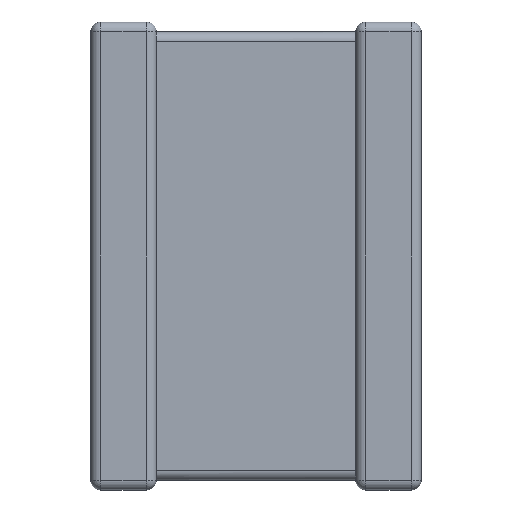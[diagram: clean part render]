
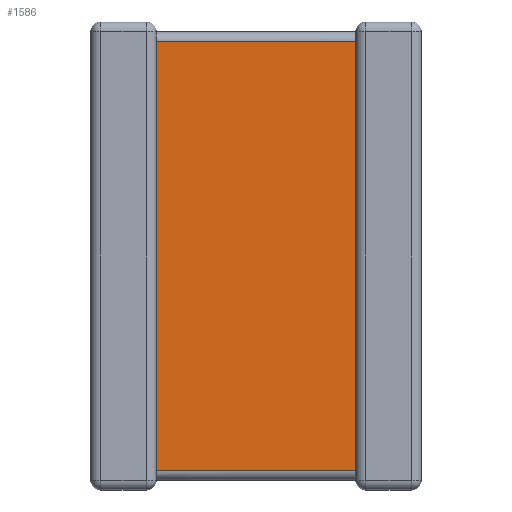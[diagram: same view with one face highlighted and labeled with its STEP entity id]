
A CAD part, front view. The second image highlights one B-rep face of the part: STEP entity #1586.
In plain terms, the highlighted planar face has unit normal (0, -1, 0).
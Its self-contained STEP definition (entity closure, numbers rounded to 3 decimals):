
#72 = ORIENTED_EDGE ( 'NONE', *, *, #2958, .T. ) ;
#162 = ORIENTED_EDGE ( 'NONE', *, *, #4153, .F. ) ;
#240 = CARTESIAN_POINT ( 'NONE',  ( 0.95, 0.141, -0.283 ) ) ;
#268 = VERTEX_POINT ( 'NONE', #1071 ) ;
#315 = ORIENTED_EDGE ( 'NONE', *, *, #4218, .T. ) ;
#341 = ORIENTED_EDGE ( 'NONE', *, *, #1575, .T. ) ;
#570 = CARTESIAN_POINT ( 'NONE',  ( 0.95, 0.141, -0.283 ) ) ;
#587 = CARTESIAN_POINT ( 'NONE',  ( 3.85, 0.141, -6.517 ) ) ;
#734 = VECTOR ( 'NONE', #2573, 1000. ) ;
#870 = CARTESIAN_POINT ( 'NONE',  ( 3.85, 0.141, -0.283 ) ) ;
#948 = VECTOR ( 'NONE', #3122, 1000. ) ;
#1071 = CARTESIAN_POINT ( 'NONE',  ( 0.95, 0.141, -6.517 ) ) ;
#1214 = DIRECTION ( 'NONE',  ( 0., -1., 0. ) ) ;
#1568 = VERTEX_POINT ( 'NONE', #870 ) ;
#1575 = EDGE_CURVE ( 'NONE', #268, #2050, #2248, .T. ) ;
#1586 = ADVANCED_FACE ( 'NONE', ( #2014 ), #3630, .T. ) ;
#1746 = LINE ( 'NONE', #570, #1976 ) ;
#1942 = DIRECTION ( 'NONE',  ( 0., 0., -1. ) ) ;
#1976 = VECTOR ( 'NONE', #4215, 1000. ) ;
#2014 = FACE_OUTER_BOUND ( 'NONE', #3230, .T. ) ;
#2050 = VERTEX_POINT ( 'NONE', #587 ) ;
#2074 = CARTESIAN_POINT ( 'NONE',  ( 0.95, 0.141, -6.8 ) ) ;
#2209 = CARTESIAN_POINT ( 'NONE',  ( 3.85, 0.141, -6.517 ) ) ;
#2248 = LINE ( 'NONE', #2209, #734 ) ;
#2332 = AXIS2_PLACEMENT_3D ( 'NONE', #3355, #1214, #1942 ) ;
#2433 = DIRECTION ( 'NONE',  ( 0., 0., 1. ) ) ;
#2573 = DIRECTION ( 'NONE',  ( 1., 0., 0. ) ) ;
#2894 = LINE ( 'NONE', #3154, #948 ) ;
#2958 = EDGE_CURVE ( 'NONE', #2050, #1568, #2894, .T. ) ;
#3122 = DIRECTION ( 'NONE',  ( 0., 0., 1. ) ) ;
#3154 = CARTESIAN_POINT ( 'NONE',  ( 3.85, 0.141, -6.8 ) ) ;
#3230 = EDGE_LOOP ( 'NONE', ( #162, #341, #72, #315 ) ) ;
#3355 = CARTESIAN_POINT ( 'NONE',  ( 0.95, 0.141, -6.8 ) ) ;
#3415 = LINE ( 'NONE', #2074, #3925 ) ;
#3563 = VERTEX_POINT ( 'NONE', #240 ) ;
#3630 = PLANE ( 'NONE',  #2332 ) ;
#3925 = VECTOR ( 'NONE', #2433, 1000. ) ;
#4153 = EDGE_CURVE ( 'NONE', #268, #3563, #3415, .T. ) ;
#4215 = DIRECTION ( 'NONE',  ( -1., 0., 0. ) ) ;
#4218 = EDGE_CURVE ( 'NONE', #1568, #3563, #1746, .T. ) ;
